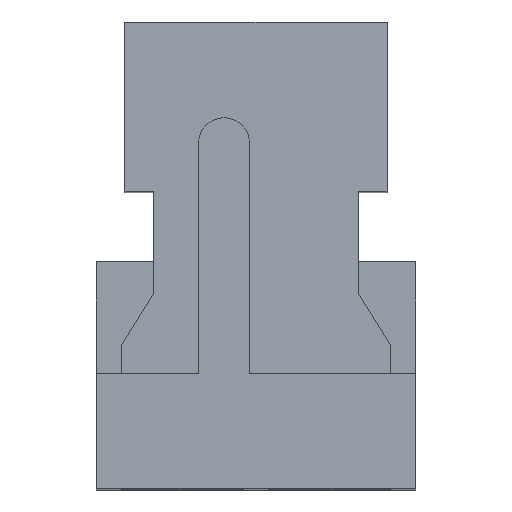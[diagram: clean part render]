
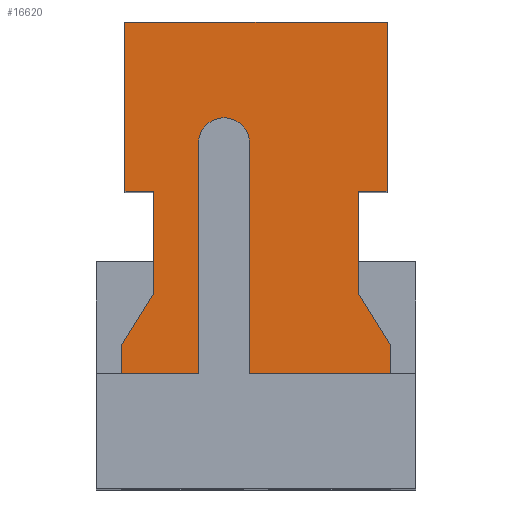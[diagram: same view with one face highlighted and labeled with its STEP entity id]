
A CAD part, top view. The second image highlights one B-rep face of the part: STEP entity #16620.
In plain terms, the highlighted planar face has unit normal (0, 0, 1).
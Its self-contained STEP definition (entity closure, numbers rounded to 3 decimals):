
#8350=CARTESIAN_POINT('',(-3.81,-0.207,19.25));
#8360=DIRECTION('',(0.,1.,0.));
#8370=VECTOR('',#8360,1.);
#8380=LINE('',#8350,#8370);
#8390=CARTESIAN_POINT('',(-3.81,0.7,19.25));
#8400=VERTEX_POINT('',#8390);
#8410=CARTESIAN_POINT('',(-3.81,3.35,19.25));
#8420=VERTEX_POINT('',#8410);
#8430=EDGE_CURVE('',#8400,#8420,#8380,.T.);
#12080=CARTESIAN_POINT('',(-0.16,-0.9,19.25))
;
#12090=VERTEX_POINT('',#12080);
#12120=CARTESIAN_POINT('',(-0.16,0.,19.25));
#12130=DIRECTION('',(0.,1.,0.));
#12140=VECTOR('',#12130,1.);
#12150=LINE('',#12120,#12140);
#12160=CARTESIAN_POINT('',(-0.16,0.7,19.25));
#12170=VERTEX_POINT('',#12160);
#12180=EDGE_CURVE('',#12090,#12170,#12150,.T.);
#13590=CARTESIAN_POINT('',(-1.86,0.,19.25));
#13600=DIRECTION('',(0.,-1.,0.));
#13610=VECTOR('',#13600,1.);
#13620=LINE('',#13590,#13610);
#13630=CARTESIAN_POINT('',(-1.86,1.45,19.25));
#13640=VERTEX_POINT('',#13630);
#13650=CARTESIAN_POINT('',(-1.86,-2.15,19.25));
#13660=VERTEX_POINT('',#13650);
#13670=EDGE_CURVE('',#13640,#13660,#13620,.T.);
#15530=CARTESIAN_POINT('',(-2.437,0.971,19.25));
#15540=DIRECTION('',(0.,0.,-1.));
#15550=DIRECTION('',(-1.,0.,0.));
#15560=AXIS2_PLACEMENT_3D('',#15530,#15540,#15550);
#15570=PLANE('',#15560);
#15580=CARTESIAN_POINT('',(0.34,0.,19.25));
#15590=DIRECTION('',(0.,1.,0.));
#15600=VECTOR('',#15590,1.);
#15610=LINE('',#15580,#15600);
#15620=CARTESIAN_POINT('',(0.34,-2.15,19.25));
#15630=VERTEX_POINT('',#15620);
#15640=CARTESIAN_POINT('',(0.34,-1.7,19.25));
#15650=VERTEX_POINT('',#15640);
#15660=EDGE_CURVE('',#15630,#15650,#15610,.T.);
#15670=ORIENTED_EDGE('',*,*,#15660,.T.);
#15680=CARTESIAN_POINT('',(0.,-2.15,19.25));
#15690=DIRECTION('',(1.,0.,0.));
#15700=VECTOR('',#15690,1.);
#15710=LINE('',#15680,#15700);
#15720=EDGE_CURVE('',#13660,#15630,#15710,.T.);
#15730=ORIENTED_EDGE('',*,*,#15720,.T.);
#15740=ORIENTED_EDGE('',*,*,#13670,.T.);
#15750=CARTESIAN_POINT('',(-2.26,1.45,19.25));
#15760=DIRECTION('',(0.,0.,-1.));
#15770=DIRECTION('',(-1.,0.,0.));
#15780=AXIS2_PLACEMENT_3D('',#15750,#15760,#15770);
#15790=CIRCLE('',#15780,0.4);
#15800=CARTESIAN_POINT('',(-2.66,1.45,19.25));
#15810=VERTEX_POINT('',#15800);
#15820=EDGE_CURVE('',#15810,#13640,#15790,.T.);
#15830=ORIENTED_EDGE('',*,*,#15820,.T.);
#15840=CARTESIAN_POINT('',(-2.66,0.,19.25));
#15850=DIRECTION('',(0.,1.,0.));
#15860=VECTOR('',#15850,1.);
#15870=LINE('',#15840,#15860);
#15880=CARTESIAN_POINT('',(-2.66,-2.15,19.25));
#15890=VERTEX_POINT('',#15880);
#15900=EDGE_CURVE('',#15890,#15810,#15870,.T.);
#15910=ORIENTED_EDGE('',*,*,#15900,.T.);
#15920=CARTESIAN_POINT('',(0.,-2.15,19.25));
#15930=DIRECTION('',(1.,0.,0.));
#15940=VECTOR('',#15930,1.);
#15950=LINE('',#15920,#15940);
#15960=CARTESIAN_POINT('',(-3.86,-2.15,19.25));
#15970=VERTEX_POINT('',#15960);
#15980=EDGE_CURVE('',#15970,#15890,#15950,.T.);
#15990=ORIENTED_EDGE('',*,*,#15980,.T.);
#16000=CARTESIAN_POINT('',(-3.86,-1.7,19.25));
#16010=DIRECTION('',(0.,-1.,0.));
#16020=VECTOR('',#16010,1.);
#16030=LINE('',#16000,#16020);
#16040=CARTESIAN_POINT('',(-3.86,-1.7,19.25));
#16050=VERTEX_POINT('',#16040);
#16060=EDGE_CURVE('',#16050,#15970,#16030,.T.);
#16070=ORIENTED_EDGE('',*,*,#16060,.T.);
#16080=CARTESIAN_POINT('',(-3.36,-0.9,19.25));
#16090=DIRECTION('',(-0.53,-0.848,0.));
#16100=VECTOR('',#16090,1.);
#16110=LINE('',#16080,#16100);
#16120=CARTESIAN_POINT('',(-3.36,-0.9,19.25));
#16130=VERTEX_POINT('',#16120);
#16140=EDGE_CURVE('',#16130,#16050,#16110,.T.);
#16150=ORIENTED_EDGE('',*,*,#16140,.T.);
#16160=CARTESIAN_POINT('',(-3.36,0.,19.25));
#16170=DIRECTION('',(0.,1.,0.));
#16180=VECTOR('',#16170,1.);
#16190=LINE('',#16160,#16180);
#16200=CARTESIAN_POINT('',(-3.36,0.7,19.25));
#16210=VERTEX_POINT('',#16200);
#16220=EDGE_CURVE('',#16130,#16210,#16190,.T.);
#16230=ORIENTED_EDGE('',*,*,#16220,.F.);
#16240=CARTESIAN_POINT('',(-4.771,0.7,19.25));
#16250=DIRECTION('',(-1.,0.,0.));
#16260=VECTOR('',#16250,1.);
#16270=LINE('',#16240,#16260);
#16280=EDGE_CURVE('',#16210,#8400,#16270,.T.);
#16290=ORIENTED_EDGE('',*,*,#16280,.F.);
#16300=ORIENTED_EDGE('',*,*,#8430,.F.);
#16310=CARTESIAN_POINT('',(0.,3.35,19.25));
#16320=DIRECTION('',(1.,0.,0.));
#16330=VECTOR('',#16320,1.);
#16340=LINE('',#16310,#16330);
#16350=CARTESIAN_POINT('',(0.29,3.35,19.25));
#16360=VERTEX_POINT('',#16350);
#16370=EDGE_CURVE('',#8420,#16360,#16340,.T.);
#16380=ORIENTED_EDGE('',*,*,#16370,.F.);
#16390=CARTESIAN_POINT('',(0.29,0.,19.25));
#16400=DIRECTION('',(0.,1.,0.));
#16410=VECTOR('',#16400,1.);
#16420=LINE('',#16390,#16410);
#16430=CARTESIAN_POINT('',(0.29,0.7,19.25));
#16440=VERTEX_POINT('',#16430);
#16450=EDGE_CURVE('',#16440,#16360,#16420,.T.);
#16460=ORIENTED_EDGE('',*,*,#16450,.T.);
#16470=CARTESIAN_POINT('',(1.251,0.7,19.25));
#16480=DIRECTION('',(1.,0.,0.));
#16490=VECTOR('',#16480,1.);
#16500=LINE('',#16470,#16490);
#16510=EDGE_CURVE('',#12170,#16440,#16500,.T.);
#16520=ORIENTED_EDGE('',*,*,#16510,.T.);
#16530=ORIENTED_EDGE('',*,*,#12180,.T.);
#16540=CARTESIAN_POINT('',(-0.722,0.,19.25));
#16550=DIRECTION('',(-0.53,0.848,0.));
#16560=VECTOR('',#16550,1.);
#16570=LINE('',#16540,#16560);
#16580=EDGE_CURVE('',#15650,#12090,#16570,.T.);
#16590=ORIENTED_EDGE('',*,*,#16580,.T.);
#16600=EDGE_LOOP('',(#16590,#16530,#16520,#16460,#16380,#16300,#16290,
#16230,#16150,#16070,#15990,#15910,#15830,#15740,#15730,#15670));
#16610=FACE_OUTER_BOUND('',#16600,.T.);
#16620=ADVANCED_FACE('',(#16610),#15570,.F.);
